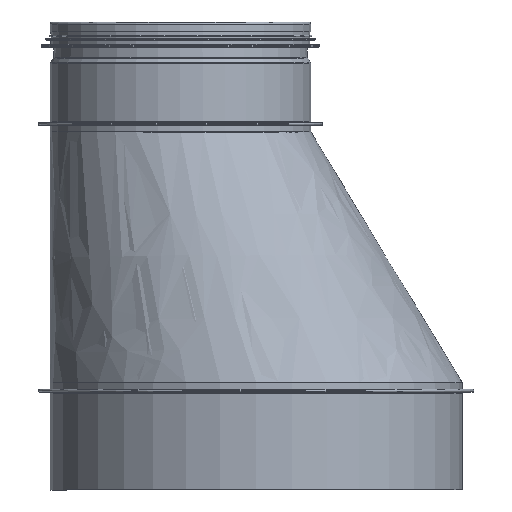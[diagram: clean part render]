
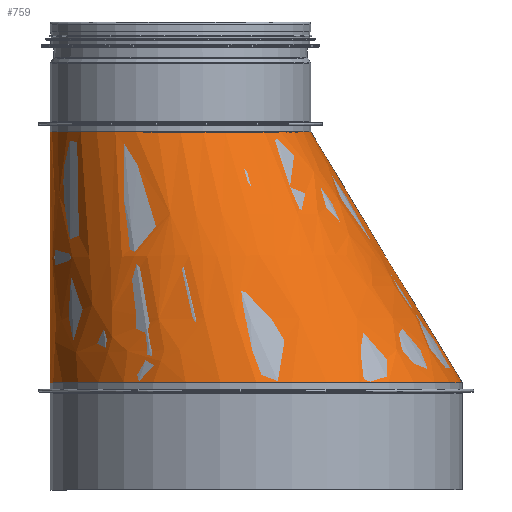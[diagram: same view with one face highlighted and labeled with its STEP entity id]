
A CAD part, front view. The second image highlights one B-rep face of the part: STEP entity #759.
In plain terms, the highlighted free-form (B-spline) face has degree [1, 2] with [2, 9] control points.
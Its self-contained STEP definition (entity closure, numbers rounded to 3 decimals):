
#112=CARTESIAN_POINT('',(-79.5,0.0,0.0));
#113=VERTEX_POINT('',#112);
#114=CARTESIAN_POINT('',(79.5,0.0,0.0));
#115=VERTEX_POINT('',#114);
#317=CARTESIAN_POINT('',(0.0,0.0,0.0));
#318=DIRECTION('',(0.0,0.0,-1.0));
#319=DIRECTION('',(1.0,0.0,0.0));
#320=AXIS2_PLACEMENT_3D('',#317,#318,#319);
#321=CIRCLE('',#320,79.5);
#322=EDGE_CURVE('',#113,#115,#321,.T.);
#324=CARTESIAN_POINT('',(0.0,0.0,0.0));
#325=DIRECTION('',(0.0,0.0,-1.0));
#326=DIRECTION('',(1.0,0.0,0.0));
#327=AXIS2_PLACEMENT_3D('',#324,#325,#326);
#328=CIRCLE('',#327,79.5);
#329=EDGE_CURVE('',#115,#113,#328,.T.);
#432=CARTESIAN_POINT('',(-79.5,0.0,-153.0));
#433=VERTEX_POINT('',#432);
#434=CARTESIAN_POINT('',(46.2,0.0,-153.0));
#435=DIRECTION('',(0.0,0.0,1.0));
#436=DIRECTION('',(1.0,0.0,0.0));
#437=AXIS2_PLACEMENT_3D('',#434,#435,#436);
#438=CIRCLE('',#437,125.7);
#439=EDGE_CURVE('',#433,#433,#438,.T.);
#726=CARTESIAN_POINT('',(-11.447,73.554,18.955));
#727=CARTESIAN_POINT('',(46.2,135.861,-188.012));
#728=CARTESIAN_POINT('',(-79.5,73.554,0.));
#729=CARTESIAN_POINT('',(-79.5,135.861,-223.024));
#730=CARTESIAN_POINT('',(-79.5,0.,0.));
#731=CARTESIAN_POINT('',(-79.5,0.,-223.024));
#732=CARTESIAN_POINT('',(-79.5,-73.554,0.));
#733=CARTESIAN_POINT('',(-79.5,-135.861,-223.024));
#734=CARTESIAN_POINT('',(-11.447,-73.554,18.955));
#735=CARTESIAN_POINT('',(46.2,-135.861,-188.012));
#736=CARTESIAN_POINT('',(56.605,-73.554,37.91));
#737=CARTESIAN_POINT('',(171.9,-135.861,-153.0));
#738=CARTESIAN_POINT('',(56.605,0.,37.91));
#739=CARTESIAN_POINT('',(171.9,0.,-153.0));
#740=CARTESIAN_POINT('',(56.605,73.554,37.91));
#741=CARTESIAN_POINT('',(171.9,135.861,-153.));
#742=CARTESIAN_POINT('',(-11.447,73.554,18.955));
#743=CARTESIAN_POINT('',(46.2,135.861,-188.012));
#751=(BOUNDED_SURFACE()B_SPLINE_SURFACE(1,2,((#726,#728,#730,#732,#734,#736,#738,#740,#742),(#727,#729,#731,#733,#735,#737,#739,#741,#743)),.UNSPECIFIED.,.F.,.T.,.U.)B_SPLINE_SURFACE_WITH_KNOTS((2,2),(3,2,2,2,3),(-1.496,0.279),(0.0,198.046,396.092,594.138,792.184),.UNSPECIFIED.)GEOMETRIC_REPRESENTATION_ITEM()RATIONAL_B_SPLINE_SURFACE(((1.0,0.707,1.0,0.707,1.0,0.707,1.0,0.707,1.0),(1.0,0.707,1.0,0.707,1.0,0.707,1.0,0.707,1.0)))REPRESENTATION_ITEM('')SURFACE());
#752=ORIENTED_EDGE('',*,*,#329,.T.);
#753=ORIENTED_EDGE('',*,*,#322,.T.);
#754=EDGE_LOOP('',(#752,#753));
#755=FACE_OUTER_BOUND('',#754,.T.);
#756=ORIENTED_EDGE('',*,*,#439,.T.);
#757=EDGE_LOOP('',(#756));
#758=FACE_BOUND('',#757,.T.);
#759=ADVANCED_FACE('',(#755,#758),#751,.T.);
